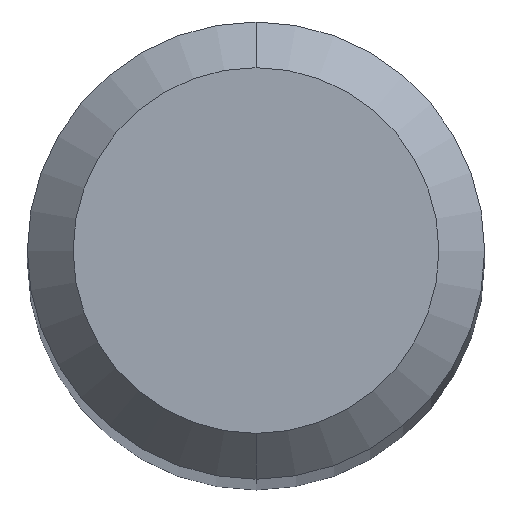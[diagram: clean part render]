
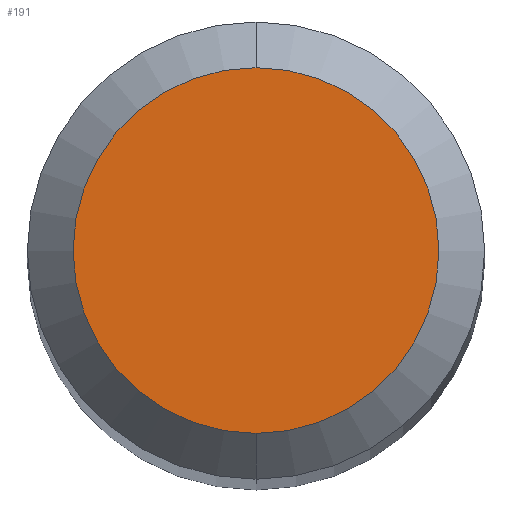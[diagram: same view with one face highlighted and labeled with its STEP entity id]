
A CAD part, top view. The second image highlights one B-rep face of the part: STEP entity #191.
In plain terms, the highlighted planar face has unit normal (0, 0, 1).
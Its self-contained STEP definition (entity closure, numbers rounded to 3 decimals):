
#191=ADVANCED_FACE('',(#483),#484,.T.);
#217=EDGE_CURVE('',#323,#321,#513,.T.);
#305=EDGE_CURVE('',#321,#323,#610,.T.);
#321=VERTEX_POINT('',#628);
#323=VERTEX_POINT('',#630);
#483=FACE_OUTER_BOUND('',#805,.T.);
#484=PLANE('',#806);
#513=CIRCLE('',#846,1.2);
#610=CIRCLE('',#1055,1.2);
#628=CARTESIAN_POINT('',(0.0,1.2,0.0));
#630=CARTESIAN_POINT('',(0.,-1.2,0.0));
#805=EDGE_LOOP('',(#1393,#1394));
#806=AXIS2_PLACEMENT_3D('',#1395,#1396,#1397);
#846=AXIS2_PLACEMENT_3D('',#1433,#1434,#1435);
#1055=AXIS2_PLACEMENT_3D('',#1538,#1539,#1540);
#1393=ORIENTED_EDGE('',*,*,#305,.F.);
#1394=ORIENTED_EDGE('',*,*,#217,.F.);
#1395=CARTESIAN_POINT('',(0.0,0.6,0.0));
#1396=DIRECTION('',(-0.0,0.0,1.0));
#1397=DIRECTION('',(0.0,-1.0,0.0));
#1433=CARTESIAN_POINT('',(0.0,0.0,0.0));
#1434=DIRECTION('',(0.0,0.0,-1.0));
#1435=DIRECTION('',(0.0,1.0,0.0));
#1538=CARTESIAN_POINT('',(0.0,0.0,0.0));
#1539=DIRECTION('',(0.0,0.0,-1.0));
#1540=DIRECTION('',(0.0,1.0,0.0));
